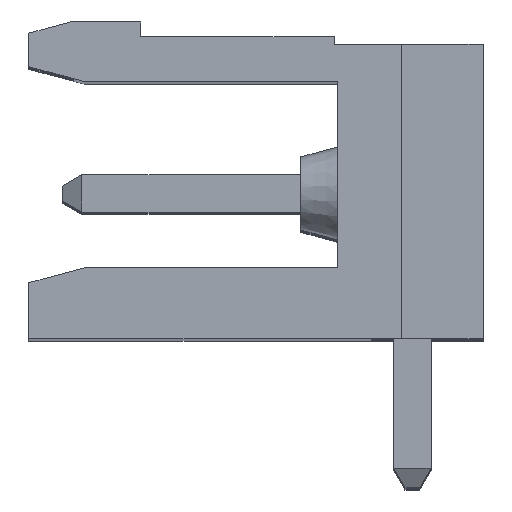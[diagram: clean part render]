
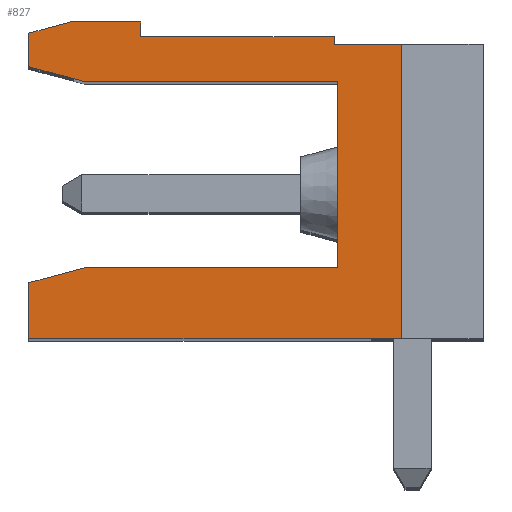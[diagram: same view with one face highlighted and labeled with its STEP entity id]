
A CAD part, top view. The second image highlights one B-rep face of the part: STEP entity #827.
In plain terms, the highlighted planar face has unit normal (0, 0, 1).
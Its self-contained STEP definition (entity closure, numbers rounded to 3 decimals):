
#827 = ADVANCED_FACE( '', ( #1923 ), #1924, .T. );
#1923 = FACE_OUTER_BOUND( '', #3293, .T. );
#1924 = PLANE( '', #3294 );
#3293 = EDGE_LOOP( '', ( #5740, #5741, #5742, #5743, #5744, #5745, #5746, #5747, #5748, #5749, #5750, #5751, #5752, #5753, #5754 ) );
#3294 = AXIS2_PLACEMENT_3D( '', #5755, #5756, #5757 );
#5740 = ORIENTED_EDGE( '', *, *, #8178, .F. );
#5741 = ORIENTED_EDGE( '', *, *, #8656, .F. );
#5742 = ORIENTED_EDGE( '', *, *, #8652, .F. );
#5743 = ORIENTED_EDGE( '', *, *, #8358, .T. );
#5744 = ORIENTED_EDGE( '', *, *, #9067, .F. );
#5745 = ORIENTED_EDGE( '', *, *, #9004, .F. );
#5746 = ORIENTED_EDGE( '', *, *, #9068, .F. );
#5747 = ORIENTED_EDGE( '', *, *, #8248, .F. );
#5748 = ORIENTED_EDGE( '', *, *, #8547, .F. );
#5749 = ORIENTED_EDGE( '', *, *, #9069, .T. );
#5750 = ORIENTED_EDGE( '', *, *, #9070, .T. );
#5751 = ORIENTED_EDGE( '', *, *, #8459, .T. );
#5752 = ORIENTED_EDGE( '', *, *, #8417, .T. );
#5753 = ORIENTED_EDGE( '', *, *, #8749, .F. );
#5754 = ORIENTED_EDGE( '', *, *, #8800, .F. );
#5755 = CARTESIAN_POINT( '', ( 194.225, 203.51, 71.12 ) );
#5756 = DIRECTION( '', ( 0., 0., 1. ) );
#5757 = DIRECTION( '', ( 1., 0., 0. ) );
#8178 = EDGE_CURVE( '', #9788, #9790, #9791, .T. );
#8248 = EDGE_CURVE( '', #9918, #9921, #9922, .T. );
#8358 = EDGE_CURVE( '', #10111, #10112, #10113, .T. );
#8417 = EDGE_CURVE( '', #10214, #10215, #10216, .T. );
#8459 = EDGE_CURVE( '', #10289, #10214, #10290, .T. );
#8547 = EDGE_CURVE( '', #10439, #9918, #10442, .T. );
#8652 = EDGE_CURVE( '', #10111, #10605, #10606, .T. );
#8656 = EDGE_CURVE( '', #10605, #9788, #10610, .T. );
#8749 = EDGE_CURVE( '', #10766, #10215, #10768, .T. );
#8800 = EDGE_CURVE( '', #9790, #10766, #10850, .T. );
#9004 = EDGE_CURVE( '', #11154, #11157, #11158, .T. );
#9067 = EDGE_CURVE( '', #11157, #10112, #11248, .T. );
#9068 = EDGE_CURVE( '', #9921, #11154, #11249, .T. );
#9069 = EDGE_CURVE( '', #10439, #11250, #11251, .T. );
#9070 = EDGE_CURVE( '', #11250, #10289, #11252, .T. );
#9788 = VERTEX_POINT( '', #12124 );
#9790 = VERTEX_POINT( '', #12127 );
#9791 = LINE( '', #12128, #12129 );
#9918 = VERTEX_POINT( '', #12307 );
#9921 = VERTEX_POINT( '', #12311 );
#9922 = LINE( '', #12312, #12313 );
#10111 = VERTEX_POINT( '', #12586 );
#10112 = VERTEX_POINT( '', #12587 );
#10113 = LINE( '', #12588, #12589 );
#10214 = VERTEX_POINT( '', #12733 );
#10215 = VERTEX_POINT( '', #12734 );
#10216 = LINE( '', #12735, #12736 );
#10289 = VERTEX_POINT( '', #12842 );
#10290 = LINE( '', #12843, #12844 );
#10439 = VERTEX_POINT( '', #13060 );
#10442 = LINE( '', #13064, #13065 );
#10605 = VERTEX_POINT( '', #13304 );
#10606 = LINE( '', #13305, #13306 );
#10610 = LINE( '', #13314, #13315 );
#10766 = VERTEX_POINT( '', #13539 );
#10768 = LINE( '', #13542, #13543 );
#10850 = LINE( '', #13668, #13669 );
#11154 = VERTEX_POINT( '', #14136 );
#11157 = VERTEX_POINT( '', #14140 );
#11158 = LINE( '', #14141, #14142 );
#11248 = LINE( '', #14277, #14278 );
#11249 = LINE( '', #14279, #14280 );
#11250 = VERTEX_POINT( '', #14281 );
#11251 = LINE( '', #14282, #14283 );
#11252 = LINE( '', #14284, #14285 );
#12124 = CARTESIAN_POINT( '', ( 202.525, 198.11, 71.12 ) );
#12127 = CARTESIAN_POINT( '', ( 202.525, 203.11, 71.12 ) );
#12128 = CARTESIAN_POINT( '', ( 202.525, 198.11, 71.12 ) );
#12129 = VECTOR( '', #15519, 1000. );
#12307 = CARTESIAN_POINT( '', ( 202.425, 204.31, 71.12 ) );
#12311 = CARTESIAN_POINT( '', ( 202.425, 204.11, 71.12 ) );
#12312 = CARTESIAN_POINT( '', ( 202.425, 204.11, 71.12 ) );
#12313 = VECTOR( '', #15596, 1000. );
#12586 = CARTESIAN_POINT( '', ( 194.225, 197.708, 71.12 ) );
#12587 = CARTESIAN_POINT( '', ( 194.225, 196.21, 71.12 ) );
#12588 = CARTESIAN_POINT( '', ( 194.225, 204.31, 71.12 ) );
#12589 = VECTOR( '', #15702, 1000. );
#12733 = CARTESIAN_POINT( '', ( 194.225, 204.41, 71.12 ) );
#12734 = CARTESIAN_POINT( '', ( 194.225, 203.51, 71.12 ) );
#12735 = CARTESIAN_POINT( '', ( 194.225, 204.31, 71.12 ) );
#12736 = VECTOR( '', #15764, 1000. );
#12842 = CARTESIAN_POINT( '', ( 195.345, 204.71, 71.12 ) );
#12843 = CARTESIAN_POINT( '', ( 194.225, 204.41, 71.12 ) );
#12844 = VECTOR( '', #15801, 1000. );
#13060 = CARTESIAN_POINT( '', ( 197.225, 204.31, 71.12 ) );
#13064 = CARTESIAN_POINT( '', ( 202.425, 204.31, 71.12 ) );
#13065 = VECTOR( '', #15882, 1000. );
#13304 = CARTESIAN_POINT( '', ( 195.725, 198.11, 71.12 ) );
#13305 = CARTESIAN_POINT( '', ( 194.225, 197.708, 71.12 ) );
#13306 = VECTOR( '', #15971, 1000. );
#13314 = CARTESIAN_POINT( '', ( 195.725, 198.11, 71.12 ) );
#13315 = VECTOR( '', #15973, 1000. );
#13539 = CARTESIAN_POINT( '', ( 195.718, 203.11, 71.12 ) );
#13542 = CARTESIAN_POINT( '', ( 195.718, 203.11, 71.12 ) );
#13543 = VECTOR( '', #16055, 1000. );
#13668 = CARTESIAN_POINT( '', ( 202.525, 203.11, 71.12 ) );
#13669 = VECTOR( '', #16099, 1000. );
#14136 = CARTESIAN_POINT( '', ( 204.225, 204.11, 71.12 ) );
#14140 = CARTESIAN_POINT( '', ( 204.225, 196.21, 71.12 ) );
#14141 = CARTESIAN_POINT( '', ( 204.225, 204.11, 71.12 ) );
#14142 = VECTOR( '', #16252, 1000. );
#14277 = CARTESIAN_POINT( '', ( 194.225, 196.21, 71.12 ) );
#14278 = VECTOR( '', #16301, 1000. );
#14279 = CARTESIAN_POINT( '', ( 206.425, 204.11, 71.12 ) );
#14280 = VECTOR( '', #16302, 1000. );
#14281 = CARTESIAN_POINT( '', ( 197.225, 204.71, 71.12 ) );
#14282 = CARTESIAN_POINT( '', ( 197.225, 204.81, 71.12 ) );
#14283 = VECTOR( '', #16303, 1000. );
#14284 = CARTESIAN_POINT( '', ( 195.718, 204.71, 71.12 ) );
#14285 = VECTOR( '', #16304, 1000. );
#15519 = DIRECTION( '', ( 0., 1., 0. ) );
#15596 = DIRECTION( '', ( 0., -1., 0. ) );
#15702 = DIRECTION( '', ( 0., -1., 0. ) );
#15764 = DIRECTION( '', ( 0., -1., 0. ) );
#15801 = DIRECTION( '', ( -0.966, -0.259, 0. ) );
#15882 = DIRECTION( '', ( 1., 0., 0. ) );
#15971 = DIRECTION( '', ( 0.966, 0.259, 0. ) );
#15973 = DIRECTION( '', ( 1., 0., 0. ) );
#16055 = DIRECTION( '', ( -0.966, 0.259, 0. ) );
#16099 = DIRECTION( '', ( -1., 0., 0. ) );
#16252 = DIRECTION( '', ( 0., -1., 0. ) );
#16301 = DIRECTION( '', ( -1., 0., 0. ) );
#16302 = DIRECTION( '', ( 1., 0., 0. ) );
#16303 = DIRECTION( '', ( 0., 1., 0. ) );
#16304 = DIRECTION( '', ( -1., 0., 0. ) );
